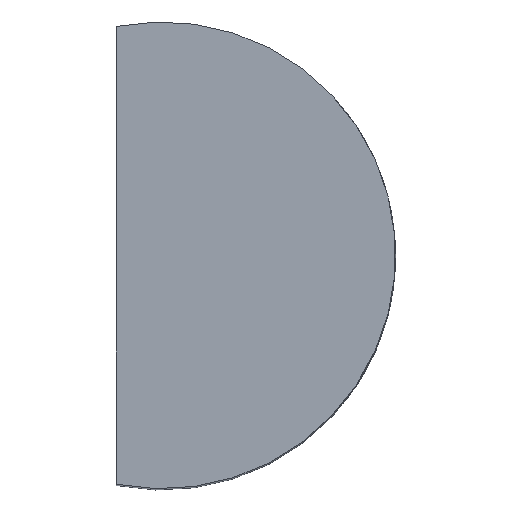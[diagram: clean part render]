
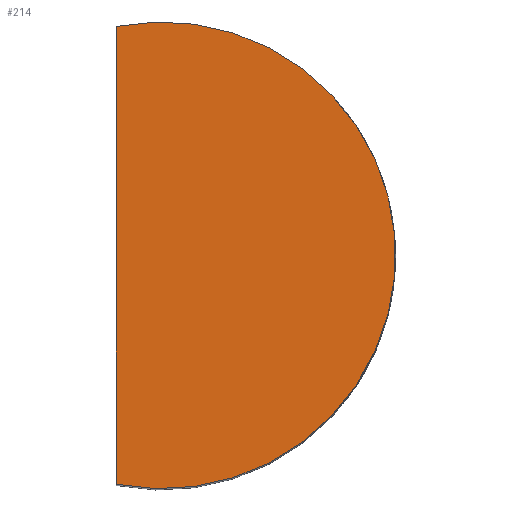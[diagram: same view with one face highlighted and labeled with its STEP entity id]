
A CAD part, top view. The second image highlights one B-rep face of the part: STEP entity #214.
In plain terms, the highlighted planar face has unit normal (0, 0, 1).
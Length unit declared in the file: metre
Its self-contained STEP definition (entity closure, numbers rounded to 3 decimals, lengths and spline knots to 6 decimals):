
#7 = AXIS2_PLACEMENT_3D ( 'NONE', #1274, #1563, #711 ) ;
#87 = DIRECTION ( 'NONE',  ( 0., 1., 0. ) ) ;
#169 = CARTESIAN_POINT ( 'NONE',  ( -0.000686, -0.003432, 0.011506 ) ) ;
#183 = ORIENTED_EDGE ( 'NONE', *, *, #565, .T. ) ;
#198 = DIRECTION ( 'NONE',  ( 0., 0., 1. ) ) ;
#214 = ADVANCED_FACE ( 'NONE', ( #1401 ), #1132, .T. ) ;
#543 = VERTEX_POINT ( 'NONE', #1303 ) ;
#562 = VECTOR ( 'NONE', #87, 1. ) ;
#565 = EDGE_CURVE ( 'NONE', #1520, #543, #1693, .T. ) ;
#711 = DIRECTION ( 'NONE',  ( 1., 0., 0. ) ) ;
#901 = EDGE_LOOP ( 'NONE', ( #1481, #183 ) ) ;
#903 = LINE ( 'NONE', #923, #562 ) ;
#923 = CARTESIAN_POINT ( 'NONE',  ( -0.000686, -0.0035, 0.011506 ) ) ;
#1025 = CARTESIAN_POINT ( 'NONE',  ( 0., 0., 0.011506 ) ) ;
#1045 = EDGE_CURVE ( 'NONE', #1520, #543, #903, .T. ) ;
#1132 = PLANE ( 'NONE',  #7 ) ;
#1168 = DIRECTION ( 'NONE',  ( 1., 0., 0. ) ) ;
#1274 = CARTESIAN_POINT ( 'NONE',  ( 0., 0., 0.011506 ) ) ;
#1303 = CARTESIAN_POINT ( 'NONE',  ( -0.000686, 0.003432, 0.011506 ) ) ;
#1401 = FACE_OUTER_BOUND ( 'NONE', #901, .T. ) ;
#1481 = ORIENTED_EDGE ( 'NONE', *, *, #1045, .F. ) ;
#1520 = VERTEX_POINT ( 'NONE', #169 ) ;
#1563 = DIRECTION ( 'NONE',  ( 0., 0., 1. ) ) ;
#1653 = AXIS2_PLACEMENT_3D ( 'NONE', #1025, #198, #1168 ) ;
#1693 = CIRCLE ( 'NONE', #1653, 0.0035 ) ;
